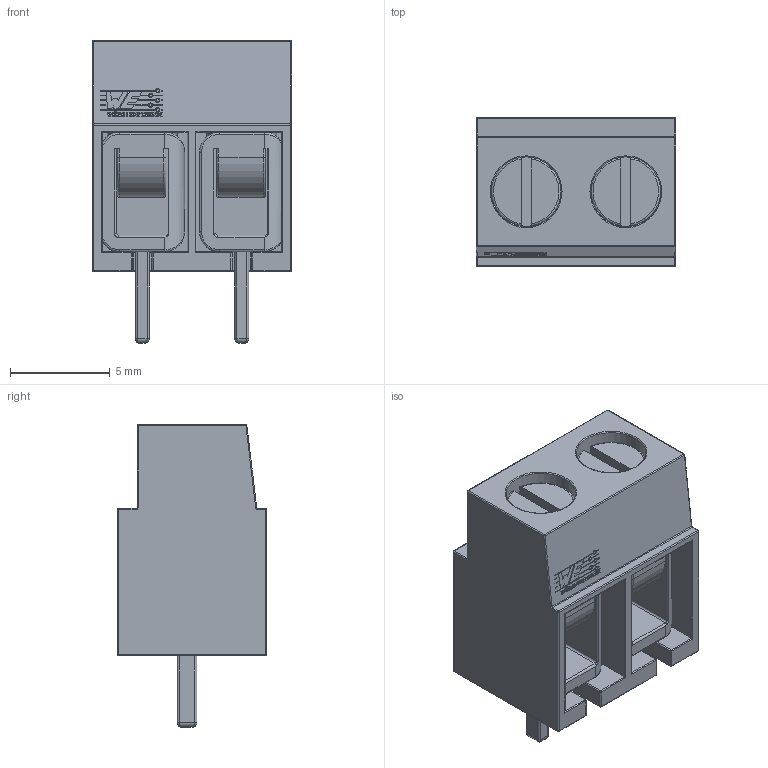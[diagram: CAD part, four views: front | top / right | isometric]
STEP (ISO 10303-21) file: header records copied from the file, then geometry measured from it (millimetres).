
FILE_DESCRIPTION(/* description */ (''),/* implementation_level */ '2;1');
FILE_NAME(/* name */ 'Würth Elektronik 691137710002.stp',/* time_stamp */ '2019-07-14T22:27:19+02:00',/* author */ ('khaled'),/* organization */ (''),/* preprocessor_version */ 'ST-DEVELOPER v17.2',/* originating_system */ 'Autodesk Inventor 2019',/* authorisation */ '');
FILE_SCHEMA (('AUTOMOTIVE_DESIGN { 1 0 10303 214 3 1 1 }'));
Length unit declared in the file: millimetre
Products named in the file (4): Würth Elektronik 691137710002; body; leg; Wurth Electronik
Assembly tree (4 placements, depth 2):
  Würth Elektronik 691137710002
    body
    leg  x2
    Wurth Electronik
Bounding box: 10 x 7.5 x 15.2 mm (x, y, z)
Volume: 674.4 mm3; surface area: 1454.5 mm2
Topology: 30 solids, 30 shells, 816 faces, 2088 edges, 1320 vertices
Faces by surface type: plane 489, cylinder 133, bspline 128, torus 42, sphere 24
Full cylindrical faces by diameter (mm): 3.5 x4
Entity records: 22799 total; most frequent: CARTESIAN_POINT 5413, ORIENTED_EDGE 3754, DIRECTION 3171, EDGE_CURVE 1877, LINE 1419, VECTOR 1419, VERTEX_POINT 1204, AXIS2_PLACEMENT_3D 876
